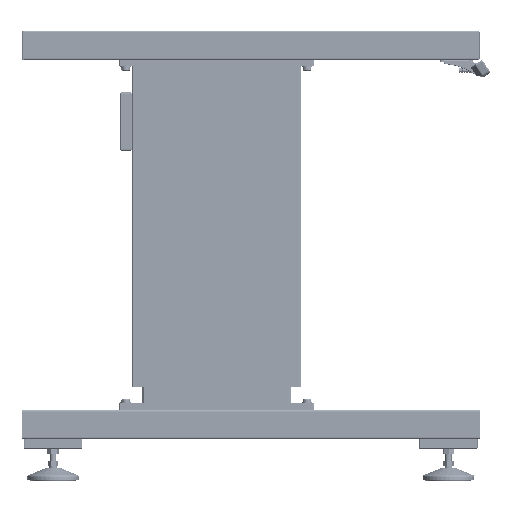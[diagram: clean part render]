
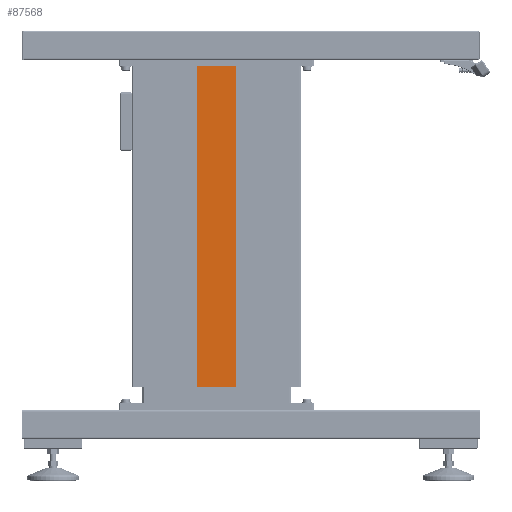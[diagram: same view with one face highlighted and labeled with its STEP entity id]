
A CAD part, left-side view. The second image highlights one B-rep face of the part: STEP entity #87568.
In plain terms, the highlighted face is planar.
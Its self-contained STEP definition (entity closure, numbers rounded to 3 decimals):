
#2739=PLANE('',#94824);
#9302=FACE_OUTER_BOUND('',#14032,.T.);
#14032=EDGE_LOOP('',(#70178,#70179,#70180,#70181));
#21472=LINE('',#138594,#29485);
#21473=LINE('',#138596,#29486);
#21474=LINE('',#138598,#29487);
#21475=LINE('',#138599,#29488);
#29485=VECTOR('',#111583,10.);
#29486=VECTOR('',#111584,10.);
#29487=VECTOR('',#111585,10.);
#29488=VECTOR('',#111586,10.);
#41496=VERTEX_POINT('',#138592);
#41497=VERTEX_POINT('',#138593);
#41498=VERTEX_POINT('',#138595);
#41499=VERTEX_POINT('',#138597);
#51648=EDGE_CURVE('',#41496,#41497,#21472,.T.);
#51649=EDGE_CURVE('',#41498,#41496,#21473,.T.);
#51650=EDGE_CURVE('',#41499,#41498,#21474,.T.);
#51651=EDGE_CURVE('',#41497,#41499,#21475,.T.);
#70178=ORIENTED_EDGE('',*,*,#51648,.F.);
#70179=ORIENTED_EDGE('',*,*,#51649,.F.);
#70180=ORIENTED_EDGE('',*,*,#51650,.F.);
#70181=ORIENTED_EDGE('',*,*,#51651,.F.);
#87568=ADVANCED_FACE('',(#9302),#2739,.T.);
#94824=AXIS2_PLACEMENT_3D('',#138591,#111581,#111582);
#111581=DIRECTION('center_axis',(0.,0.,
1.));
#111582=DIRECTION('ref_axis',(1.,0.,0.));
#111583=DIRECTION('',(1.,0.,0.));
#111584=DIRECTION('',(0.,1.,0.));
#111585=DIRECTION('',(-1.,0.,0.));
#111586=DIRECTION('',(0.,-1.,0.));
#138591=CARTESIAN_POINT('Origin',(-0.09,247.5,-30.));
#138592=CARTESIAN_POINT('',(-29.56,495.,-30.));
#138593=CARTESIAN_POINT('',(29.38,495.,-30.));
#138594=CARTESIAN_POINT('',(-29.56,495.,-30.));
#138595=CARTESIAN_POINT('',(-29.56,0.,-30.));
#138596=CARTESIAN_POINT('',(-29.56,0.,-30.));
#138597=CARTESIAN_POINT('',(29.38,0.,-30.));
#138598=CARTESIAN_POINT('',(29.38,0.,-30.));
#138599=CARTESIAN_POINT('',(29.38,495.,-30.));
